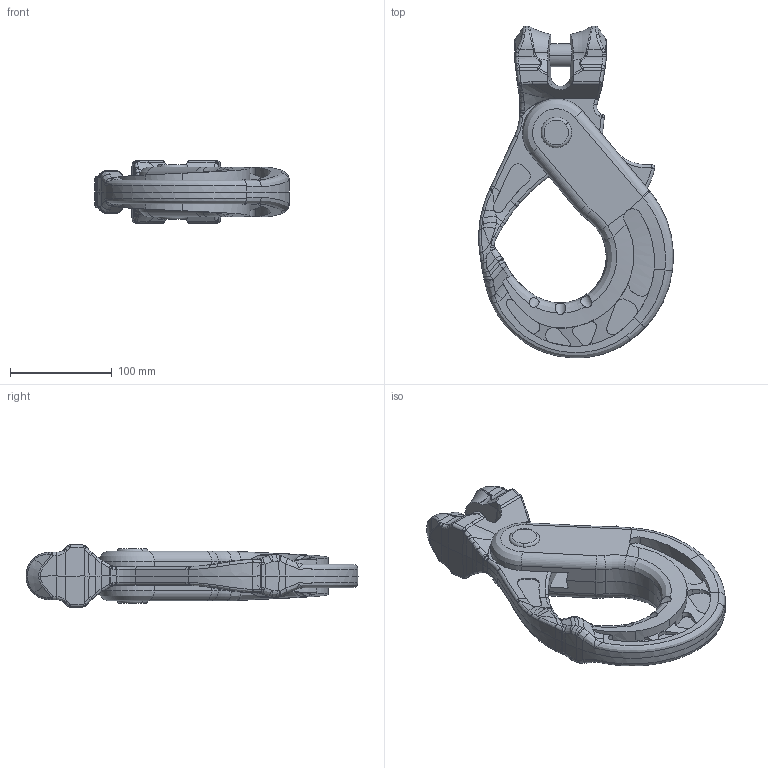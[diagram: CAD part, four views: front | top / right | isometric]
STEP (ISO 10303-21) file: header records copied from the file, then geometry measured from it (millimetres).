
FILE_DESCRIPTION((''),'2;1');
FILE_NAME('001-M33892-P-1_ASM','2012-01-30T',('Marcel.Bux'),(''),'PRO/ENGINEER BY PARAMETRIC TECHNOLOGY CORPORATION, 2010140','PRO/ENGINEER BY PARAMETRIC TECHNOLOGY CORPORATION, 2010140','');
FILE_SCHEMA(('CONFIG_CONTROL_DESIGN'));
Length unit declared in the file: millimetre
Products named in the file (3): 001-M33892-P-3; 001-M33892-P-2; 001-M33892-P-1_ASM
Assembly tree (2 placements, depth 2):
  001-M33892-P-1_ASM
    001-M33892-P-3
    001-M33892-P-2
Bounding box: 191.54 x 326.25 x 61 mm (x, y, z)
Volume: 1094237.9 mm3; surface area: 151508.5 mm2
Topology: 2 solids, 2 shells, 884 faces, 2269 edges, 1405 vertices
Faces by surface type: plane 417, bspline 194, cylinder 175, torus 36, cone 34, sphere 26, extrusion 2
Entity records: 36319 total; most frequent: CARTESIAN_POINT 16363, ORIENTED_EDGE 4538, DIRECTION 3572, EDGE_CURVE 2269, VERTEX_POINT 1405, VECTOR 1278, LINE 1276, AXIS2_PLACEMENT_3D 1147
